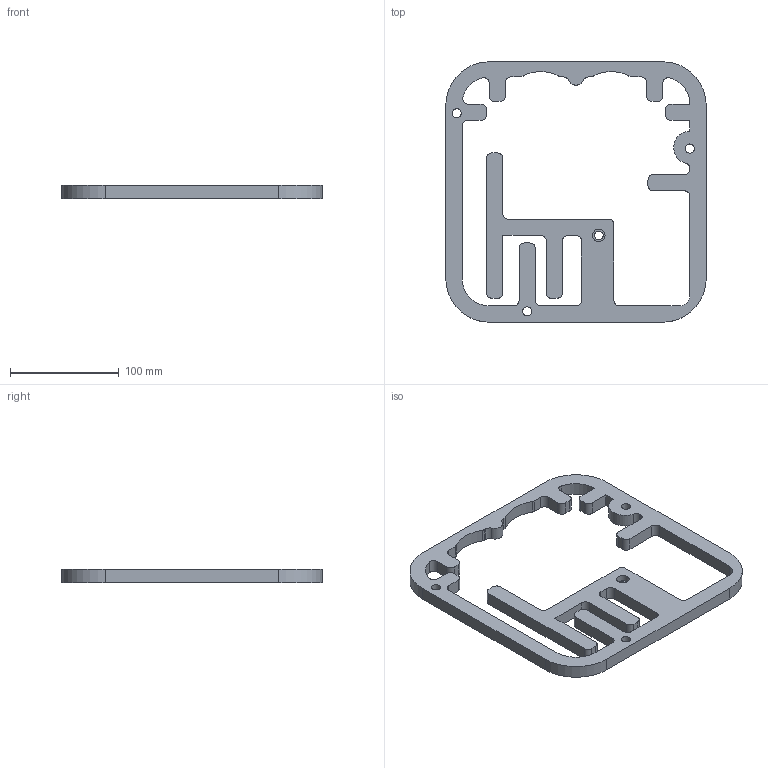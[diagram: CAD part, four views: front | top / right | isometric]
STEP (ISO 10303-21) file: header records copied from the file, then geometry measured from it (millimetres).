
FILE_DESCRIPTION(/* description */ (''),/* implementation_level */ '2;1');
FILE_NAME(/* name */ 'Cabinet layer 2.step',/* time_stamp */ '2022-04-06T21:24:08+02:00',/* author */ (''),/* organization */ (''),/* preprocessor_version */ 'ST-DEVELOPER v18.1',/* originating_system */ 'Autodesk Translation Framework v10.13.0.1454',/* authorisation */ '');
FILE_SCHEMA (('AUTOMOTIVE_DESIGN { 1 0 10303 214 3 1 1 }'));
Length unit declared in the file: millimetre
Products named in the file (2): Q6CMJV; layer
Assembly tree (1 placements, depth 2):
  Q6CMJV
    layer
Bounding box: 240 x 240 x 12 mm (x, y, z)
Volume: 257415.8 mm3; surface area: 76846.5 mm2
Topology: 1 solids, 1 shells, 112 faces, 321 edges, 214 vertices
Faces by surface type: cylinder 61, plane 51
Full cylindrical faces by diameter (mm): 5 x2, 8 x1, 8.5 x3, 11.5 x1
Entity records: 3780 total; most frequent: DIRECTION 673, CARTESIAN_POINT 650, ORIENTED_EDGE 642, EDGE_CURVE 321, AXIS2_PLACEMENT_3D 237, VERTEX_POINT 214, LINE 199, VECTOR 199
